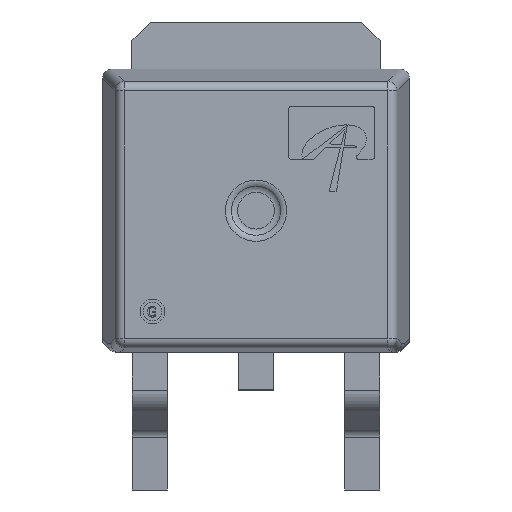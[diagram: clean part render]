
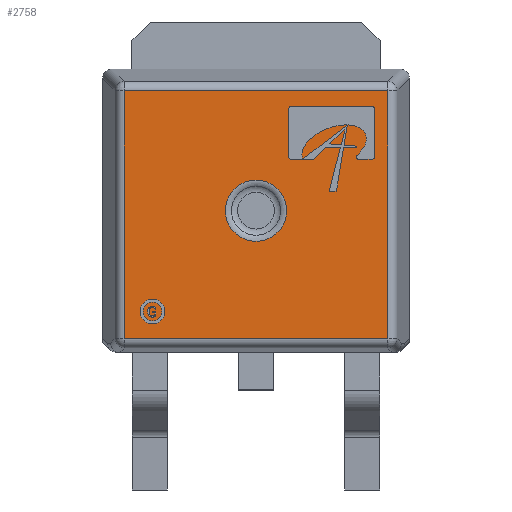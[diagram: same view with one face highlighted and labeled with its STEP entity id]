
A CAD part, top view. The second image highlights one B-rep face of the part: STEP entity #2758.
In plain terms, the highlighted planar face has unit normal (0, 0, 1).
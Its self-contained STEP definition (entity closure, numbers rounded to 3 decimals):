
#92=FACE_BOUND('',#390,.T.);
#104=PLANE('',#2946);
#228=FACE_OUTER_BOUND('',#389,.T.);
#389=EDGE_LOOP('',(#1921,#1922,#1923,#1924));
#390=EDGE_LOOP('',(#1925));
#548=LINE('',#3983,#823);
#550=LINE('',#3991,#825);
#552=LINE('',#4001,#827);
#554=LINE('',#4010,#829);
#823=VECTOR('',#3184,5.335);
#825=VECTOR('',#3192,5.668);
#827=VECTOR('',#3204,5.335);
#829=VECTOR('',#3216,5.668);
#1110=CIRCLE('',#2947,0.66);
#1188=VERTEX_POINT('',#3980);
#1189=VERTEX_POINT('',#3982);
#1192=VERTEX_POINT('',#3990);
#1195=VERTEX_POINT('',#4000);
#1209=VERTEX_POINT('',#4047);
#1461=EDGE_CURVE('',#1188,#1189,#548,.T.);
#1465=EDGE_CURVE('',#1189,#1192,#550,.T.);
#1470=EDGE_CURVE('',#1192,#1195,#552,.T.);
#1475=EDGE_CURVE('',#1195,#1188,#554,.T.);
#1494=EDGE_CURVE('',#1209,#1209,#1110,.T.);
#1921=ORIENTED_EDGE('',*,*,#1461,.F.);
#1922=ORIENTED_EDGE('',*,*,#1475,.F.);
#1923=ORIENTED_EDGE('',*,*,#1470,.F.);
#1924=ORIENTED_EDGE('',*,*,#1465,.F.);
#1925=ORIENTED_EDGE('',*,*,#1494,.F.);
#2758=ADVANCED_FACE('',(#228,#92),#104,.T.);
#2946=AXIS2_PLACEMENT_3D('',#4046,#3255,#3256);
#2947=AXIS2_PLACEMENT_3D('',#4048,#3257,#3258);
#3184=DIRECTION('',(0.,-1.,0.));
#3192=DIRECTION('',(-1.,0.,0.));
#3204=DIRECTION('',(0.,1.,0.));
#3216=DIRECTION('',(1.,0.,0.));
#3255=DIRECTION('center_axis',(0.,0.,1.));
#3256=DIRECTION('ref_axis',(1.,0.,0.));
#3257=DIRECTION('center_axis',(0.,0.,1.));
#3258=DIRECTION('ref_axis',(1.,0.,0.));
#3980=CARTESIAN_POINT('',(2.834,2.58,2.6));
#3982=CARTESIAN_POINT('',(2.834,-2.755,2.6));
#3983=CARTESIAN_POINT('',(2.834,-0.762,2.6));
#3990=CARTESIAN_POINT('',(-2.834,-2.755,2.6));
#3991=CARTESIAN_POINT('',(-0.826,-2.755,2.6));
#4000=CARTESIAN_POINT('',(-2.834,2.58,2.6));
#4001=CARTESIAN_POINT('',(-2.834,0.762,2.6));
#4010=CARTESIAN_POINT('',(0.826,2.58,2.6));
#4046=CARTESIAN_POINT('Origin',(0.,0.,2.6));
#4047=CARTESIAN_POINT('',(-0.66,0.,2.6));
#4048=CARTESIAN_POINT('Origin',(0.,0.,2.6));
